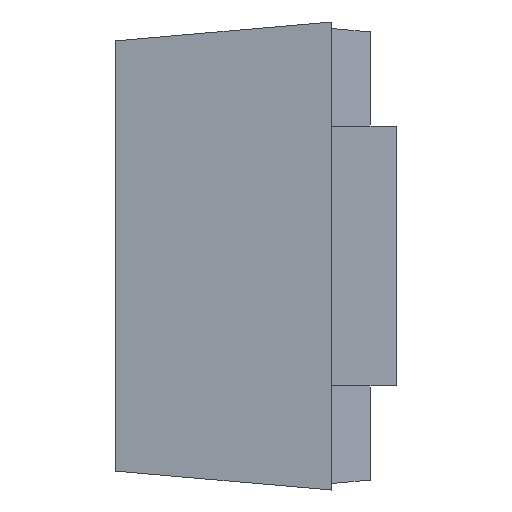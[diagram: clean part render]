
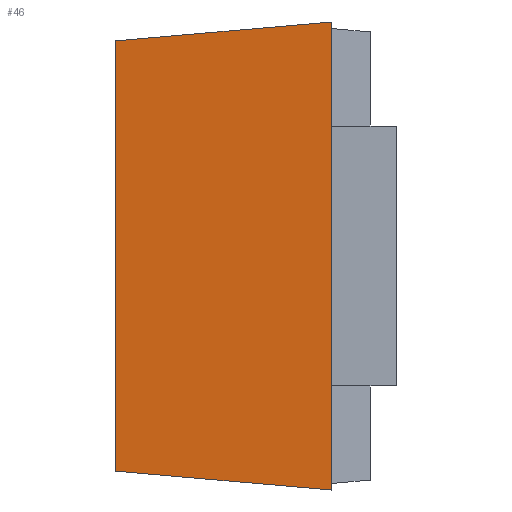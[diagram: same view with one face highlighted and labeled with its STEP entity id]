
A CAD part, left-side view. The second image highlights one B-rep face of the part: STEP entity #46.
In plain terms, the highlighted planar face has unit normal (-0.996, 0.087, 0).
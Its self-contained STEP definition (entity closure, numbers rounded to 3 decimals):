
#6 = CARTESIAN_POINT ( 'NONE',  ( -1.4, 0.15, -0.9 ) ) ;
#41 = VERTEX_POINT ( 'NONE', #927 ) ;
#46 = ADVANCED_FACE ( 'NONE', ( #729 ), #506, .T. ) ;
#79 = CARTESIAN_POINT ( 'NONE',  ( -1.4, 0.15, -0.9 ) ) ;
#106 = LINE ( 'NONE', #79, #341 ) ;
#120 = LINE ( 'NONE', #153, #870 ) ;
#125 = VERTEX_POINT ( 'NONE', #435 ) ;
#126 = VERTEX_POINT ( 'NONE', #442 ) ;
#152 = VERTEX_POINT ( 'NONE', #6 ) ;
#153 = CARTESIAN_POINT ( 'NONE',  ( -1.4, 0.15, 0.9 ) ) ;
#193 = EDGE_CURVE ( 'NONE', #41, #152, #106, .T. ) ;
#209 = DIRECTION ( 'NONE',  ( -0.087, -0.992, -0.087 ) ) ;
#256 = EDGE_LOOP ( 'NONE', ( #512, #674, #589, #910 ) ) ;
#259 = DIRECTION ( 'NONE',  ( -0.087, -0.996, 0. ) ) ;
#323 = VECTOR ( 'NONE', #401, 1000. ) ;
#341 = VECTOR ( 'NONE', #209, 1000. ) ;
#401 = DIRECTION ( 'NONE',  ( 0., 0., 1. ) ) ;
#430 = AXIS2_PLACEMENT_3D ( 'NONE', #861, #709, #259 ) ;
#435 = CARTESIAN_POINT ( 'NONE',  ( -1.327, 0.98, 0.827 ) ) ;
#442 = CARTESIAN_POINT ( 'NONE',  ( -1.4, 0.15, 0.9 ) ) ;
#493 = EDGE_CURVE ( 'NONE', #41, #125, #818, .T. ) ;
#506 = PLANE ( 'NONE',  #430 ) ;
#512 = ORIENTED_EDGE ( 'NONE', *, *, #813, .T. ) ;
#558 = CARTESIAN_POINT ( 'NONE',  ( -1.327, 0.98, -0.9 ) ) ;
#589 = ORIENTED_EDGE ( 'NONE', *, *, #493, .F. ) ;
#638 = VECTOR ( 'NONE', #922, 1000. ) ;
#674 = ORIENTED_EDGE ( 'NONE', *, *, #768, .F. ) ;
#709 = DIRECTION ( 'NONE',  ( -0.996, 0.087, 0. ) ) ;
#719 = LINE ( 'NONE', #889, #323 ) ;
#729 = FACE_OUTER_BOUND ( 'NONE', #256, .T. ) ;
#732 = DIRECTION ( 'NONE',  ( -0.087, -0.992, 0.087 ) ) ;
#768 = EDGE_CURVE ( 'NONE', #125, #126, #120, .T. ) ;
#813 = EDGE_CURVE ( 'NONE', #152, #126, #719, .T. ) ;
#818 = LINE ( 'NONE', #558, #638 ) ;
#861 = CARTESIAN_POINT ( 'NONE',  ( -1.4, 0.15, -0.9 ) ) ;
#870 = VECTOR ( 'NONE', #732, 1000. ) ;
#889 = CARTESIAN_POINT ( 'NONE',  ( -1.4, 0.15, 0.9 ) ) ;
#910 = ORIENTED_EDGE ( 'NONE', *, *, #193, .T. ) ;
#922 = DIRECTION ( 'NONE',  ( 0., 0., 1. ) ) ;
#927 = CARTESIAN_POINT ( 'NONE',  ( -1.327, 0.98, -0.827 ) ) ;
